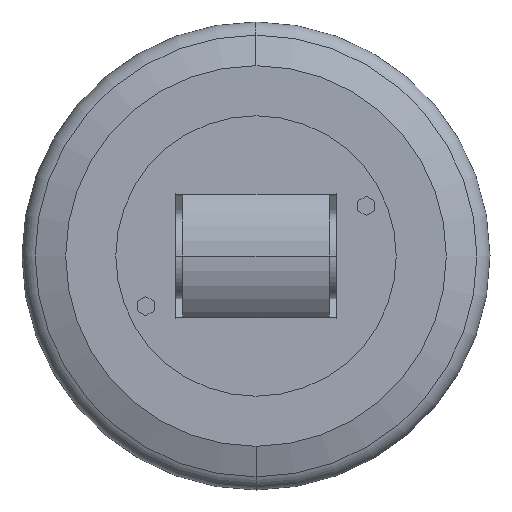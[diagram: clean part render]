
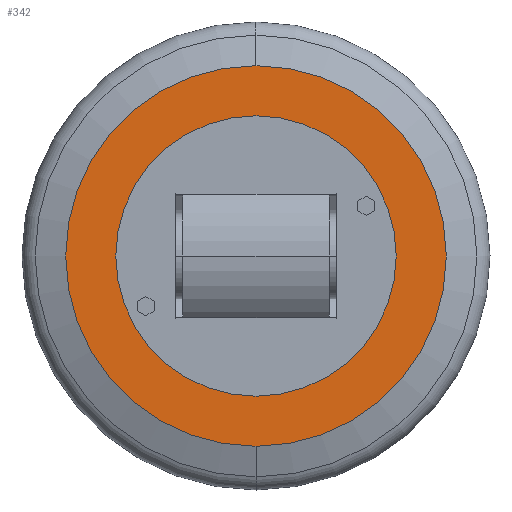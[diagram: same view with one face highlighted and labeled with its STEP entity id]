
A CAD part, left-side view. The second image highlights one B-rep face of the part: STEP entity #342.
In plain terms, the highlighted planar face has unit normal (-1, 0, 0).
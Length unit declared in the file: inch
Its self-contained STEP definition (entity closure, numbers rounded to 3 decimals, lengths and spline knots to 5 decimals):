
#12 = CARTESIAN_POINT ( 'NONE',  ( 0.1571, 0., 0. ) ) ;
#39 = EDGE_CURVE ( 'NONE', #1455, #2257, #821, .T. ) ;
#69 = AXIS2_PLACEMENT_3D ( 'NONE', #1984, #773, #2182 ) ;
#342 = ADVANCED_FACE ( 'NONE', ( #980, #1412 ), #2315, .F. ) ;
#372 = AXIS2_PLACEMENT_3D ( 'NONE', #1005, #1946, #1796 ) ;
#436 = EDGE_LOOP ( 'NONE', ( #801, #1027 ) ) ;
#524 = EDGE_LOOP ( 'NONE', ( #1204, #2953 ) ) ;
#583 = CARTESIAN_POINT ( 'NONE',  ( 0.1571, 0., -1.12205 ) ) ;
#589 = EDGE_CURVE ( 'NONE', #2257, #1455, #1868, .T. ) ;
#708 = CARTESIAN_POINT ( 'NONE',  ( 0.1571, 0., -0.82677 ) ) ;
#752 = DIRECTION ( 'NONE',  ( 0., 0., 1. ) ) ;
#773 = DIRECTION ( 'NONE',  ( 1., 0., 0. ) ) ;
#801 = ORIENTED_EDGE ( 'NONE', *, *, #2114, .F. ) ;
#821 = CIRCLE ( 'NONE', #1421, 0.82677 ) ;
#864 = VERTEX_POINT ( 'NONE', #1449 ) ;
#980 = FACE_OUTER_BOUND ( 'NONE', #436, .T. ) ;
#1005 = CARTESIAN_POINT ( 'NONE',  ( 0.1571, 0., 0. ) ) ;
#1027 = ORIENTED_EDGE ( 'NONE', *, *, #1513, .F. ) ;
#1047 = DIRECTION ( 'NONE',  ( 1., 0., 0. ) ) ;
#1080 = AXIS2_PLACEMENT_3D ( 'NONE', #12, #1873, #1392 ) ;
#1204 = ORIENTED_EDGE ( 'NONE', *, *, #39, .T. ) ;
#1290 = CARTESIAN_POINT ( 'NONE',  ( 0.1571, 0., 0. ) ) ;
#1392 = DIRECTION ( 'NONE',  ( 0., 0., 1. ) ) ;
#1412 = FACE_BOUND ( 'NONE', #524, .T. ) ;
#1421 = AXIS2_PLACEMENT_3D ( 'NONE', #1290, #1047, #2228 ) ;
#1449 = CARTESIAN_POINT ( 'NONE',  ( 0.1571, 0., 1.12205 ) ) ;
#1455 = VERTEX_POINT ( 'NONE', #2849 ) ;
#1513 = EDGE_CURVE ( 'NONE', #1836, #864, #1677, .T. ) ;
#1638 = CIRCLE ( 'NONE', #2961, 1.12205 ) ;
#1677 = CIRCLE ( 'NONE', #372, 1.12205 ) ;
#1796 = DIRECTION ( 'NONE',  ( 0., 0., 1. ) ) ;
#1836 = VERTEX_POINT ( 'NONE', #583 ) ;
#1868 = CIRCLE ( 'NONE', #1080, 0.82677 ) ;
#1873 = DIRECTION ( 'NONE',  ( 1., 0., 0. ) ) ;
#1946 = DIRECTION ( 'NONE',  ( 1., 0., 0. ) ) ;
#1984 = CARTESIAN_POINT ( 'NONE',  ( 0.1571, -0.82677, 0. ) ) ;
#2114 = EDGE_CURVE ( 'NONE', #864, #1836, #1638, .T. ) ;
#2182 = DIRECTION ( 'NONE',  ( 0., 0., 1. ) ) ;
#2228 = DIRECTION ( 'NONE',  ( 0., 0., 1. ) ) ;
#2257 = VERTEX_POINT ( 'NONE', #708 ) ;
#2315 = PLANE ( 'NONE',  #69 ) ;
#2608 = DIRECTION ( 'NONE',  ( 1., 0., 0. ) ) ;
#2803 = CARTESIAN_POINT ( 'NONE',  ( 0.1571, 0., 0. ) ) ;
#2849 = CARTESIAN_POINT ( 'NONE',  ( 0.1571, 0., 0.82677 ) ) ;
#2953 = ORIENTED_EDGE ( 'NONE', *, *, #589, .T. ) ;
#2961 = AXIS2_PLACEMENT_3D ( 'NONE', #2803, #2608, #752 ) ;
